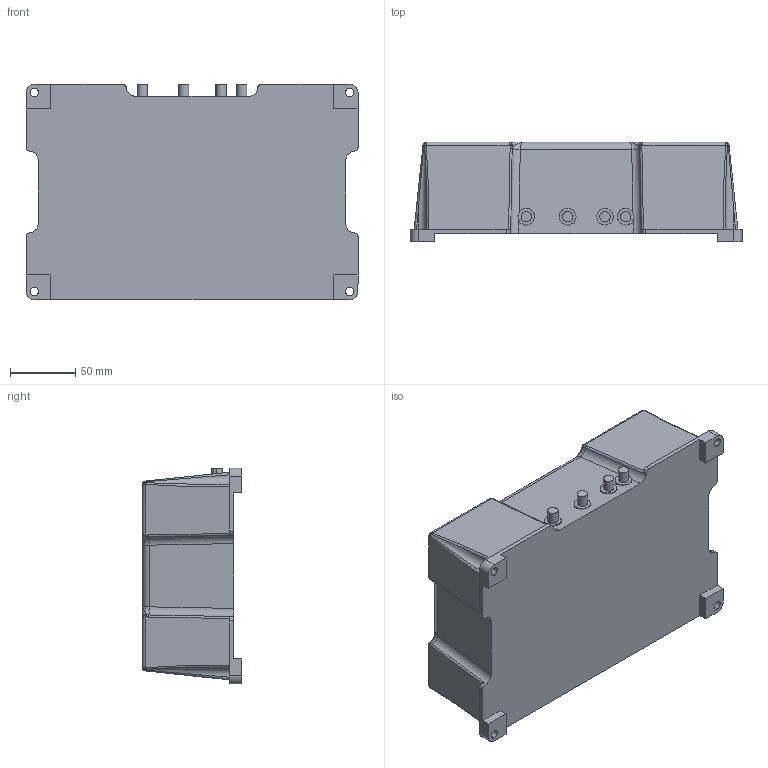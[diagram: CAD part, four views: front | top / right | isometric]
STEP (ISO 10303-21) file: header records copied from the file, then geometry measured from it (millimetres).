
FILE_DESCRIPTION (( 'STEP AP214' ), '1' );
FILE_NAME ('am-2026 Dual Pro Charger.STEP', '2018-12-21T22:21:04', ( '' ), ( '' ), 'SwSTEP 2.0', 'SolidWorks 2018', '' );
FILE_SCHEMA (( 'AUTOMOTIVE_DESIGN' ));
Length unit declared in the file: inch
Products named in the file (1): am-2026 Dual Pro Charger
Bounding box: 254 x 76.25 x 165.1 mm (x, y, z)
Volume: 2472015.9 mm3; surface area: 134036.5 mm2
Topology: 1 solids, 1 shells, 494 faces, 1327 edges, 850 vertices
Faces by surface type: plane 246, bspline 171, cylinder 73, torus 4
Entity records: 21804 total; most frequent: CARTESIAN_POINT 10281, ORIENTED_EDGE 2614, DIRECTION 1711, EDGE_CURVE 1307, VERTEX_POINT 850, VECTOR 791, LINE 791, EDGE_LOOP 537
